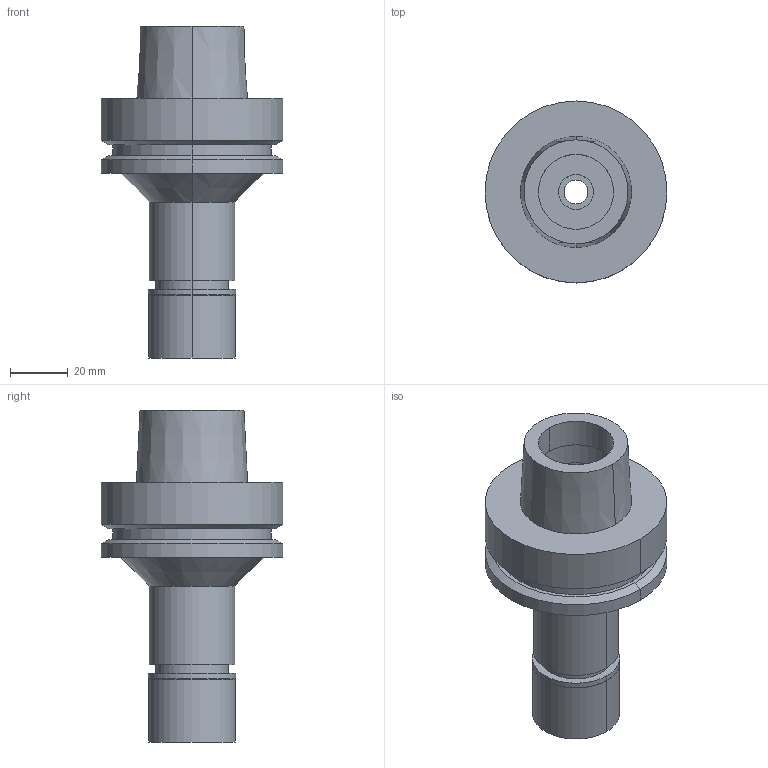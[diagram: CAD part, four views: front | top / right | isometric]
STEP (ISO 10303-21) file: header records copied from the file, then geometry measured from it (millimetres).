
FILE_DESCRIPTION((''),'2;1');
FILE_NAME('HF63MN10090-100_ASM','2018-02-21T',('ykawabe'),(''),'CREO PARAMETRIC BY PTC INC, 2016380','CREO PARAMETRIC BY PTC INC, 2016380','');
FILE_SCHEMA(('AUTOMOTIVE_DESIGN { 1 0 10303 214 1 1 1 1 }'));
Length unit declared in the file: millimetre
Products named in the file (5): HSK-F63-MEGA10N-90_1; NBC10-10_1; MGN10_1; DXF_TEMP_ASSY_ASM_4_ASM; HF63MN10090-100_ASM
Assembly tree (4 placements, depth 3):
  HF63MN10090-100_ASM
    DXF_TEMP_ASSY_ASM_4_ASM
      HSK-F63-MEGA10N-90_1
      NBC10-10_1
      MGN10_1
Bounding box: 63 x 63 x 115 mm (x, y, z)
Volume: 124769.6 mm3; surface area: 32322.3 mm2
Topology: 3 solids, 3 shells, 94 faces, 188 edges, 118 vertices
Faces by surface type: cylinder 48, plane 24, cone 20, torus 2
Entity records: 3897 total; most frequent: DIRECTION 542, CARTESIAN_POINT 435, ORIENTED_EDGE 376, AXIS2_PLACEMENT_3D 237, PRESENTATION_STYLE_ASSIGNMENT 196, STYLED_ITEM 196, CURVE_STYLE 193, EDGE_CURVE 188
